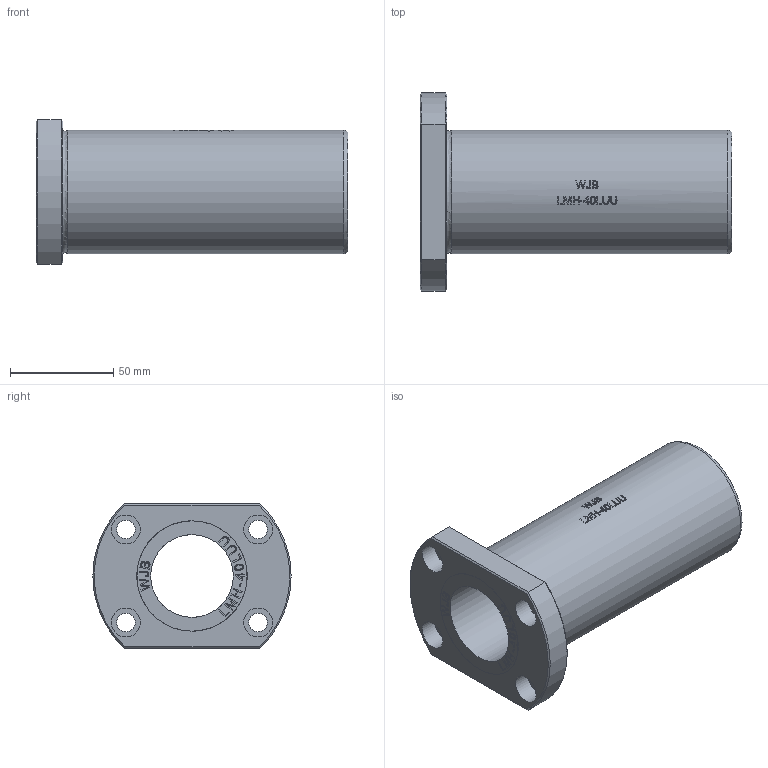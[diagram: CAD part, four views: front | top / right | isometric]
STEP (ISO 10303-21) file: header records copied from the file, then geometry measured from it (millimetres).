
FILE_DESCRIPTION(/* description */ (''),/* implementation_level */ '2;1');
FILE_NAME(/* name */ 'WJB-LMH-40LUU.stp',/* time_stamp */ '2018-09-18T23:52:35+08:00',/* author */ (''),/* organization */ (''),/* preprocessor_version */ 'ST-DEVELOPER v11',/* originating_system */ 'SIEMENS UGS NX 6.0',/* authorisation */ '');
FILE_SCHEMA (('CONFIG_CONTROL_DESIGN'));
Length unit declared in the file: millimetre
Products named in the file (1): WJB-LMH-40LUU
Bounding box: 151 x 96 x 70 mm (x, y, z)
Volume: 272179.7 mm3; surface area: 59641.8 mm2
Topology: 1 solids, 1 shells, 377 faces, 972 edges, 652 vertices
Faces by surface type: plane 263, extrusion 78, cylinder 30, cone 4, torus 2
Full cylindrical faces by diameter (mm): 9 x4, 14 x4, 40 x1, 53.4 x2, 60 x1
Entity records: 14064 total; most frequent: CARTESIAN_POINT 5340, ORIENTED_EDGE 1916, DIRECTION 1408, EDGE_CURVE 958, VERTEX_POINT 652, VECTOR 588, LINE 510, EDGE_LOOP 456
